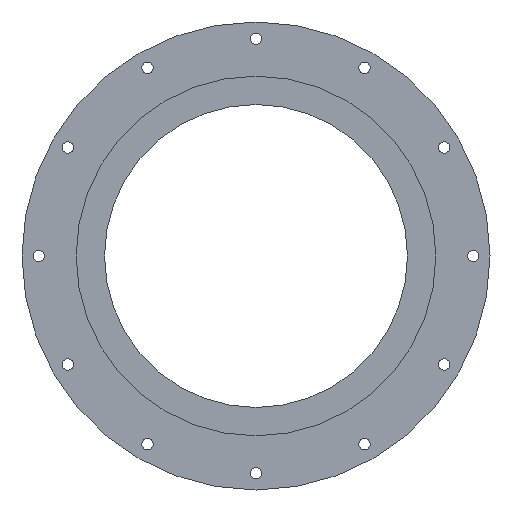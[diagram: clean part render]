
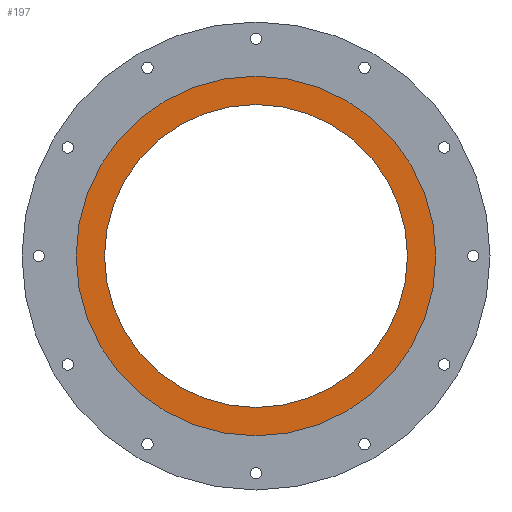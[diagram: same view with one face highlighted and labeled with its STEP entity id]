
A CAD part, front view. The second image highlights one B-rep face of the part: STEP entity #197.
In plain terms, the highlighted planar face has unit normal (0, -1, 0).
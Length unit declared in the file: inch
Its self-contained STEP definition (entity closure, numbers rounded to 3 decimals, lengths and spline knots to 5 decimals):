
#45 = CARTESIAN_POINT ( 'NONE',  ( 0., 0., -2.67 ) ) ;
#137 = EDGE_LOOP ( 'NONE', ( #868, #1430 ) ) ;
#195 = AXIS2_PLACEMENT_3D ( 'NONE', #227, #221, #817 ) ;
#197 = ADVANCED_FACE ( 'NONE', ( #671, #1134 ), #813, .F. ) ;
#221 = DIRECTION ( 'NONE',  ( 0., 1., 0. ) ) ;
#227 = CARTESIAN_POINT ( 'NONE',  ( 0., 0., 0. ) ) ;
#311 = AXIS2_PLACEMENT_3D ( 'NONE', #1048, #1036, #689 ) ;
#393 = EDGE_CURVE ( 'NONE', #947, #1137, #905, .T. ) ;
#406 = CARTESIAN_POINT ( 'NONE',  ( 0., 0., 0. ) ) ;
#420 = ORIENTED_EDGE ( 'NONE', *, *, #1186, .T. ) ;
#467 = EDGE_CURVE ( 'NONE', #701, #992, #1318, .T. ) ;
#567 = DIRECTION ( 'NONE',  ( 0., 0., 1. ) ) ;
#579 = DIRECTION ( 'NONE',  ( 0., 1., 0. ) ) ;
#593 = AXIS2_PLACEMENT_3D ( 'NONE', #1047, #1283, #936 ) ;
#671 = FACE_OUTER_BOUND ( 'NONE', #137, .T. ) ;
#682 = CARTESIAN_POINT ( 'NONE',  ( 0., 0., 0. ) ) ;
#689 = DIRECTION ( 'NONE',  ( 0., 0., 1. ) ) ;
#701 = VERTEX_POINT ( 'NONE', #1415 ) ;
#733 = AXIS2_PLACEMENT_3D ( 'NONE', #406, #1227, #1480 ) ;
#813 = PLANE ( 'NONE',  #593 ) ;
#817 = DIRECTION ( 'NONE',  ( 0., 0., 1. ) ) ;
#858 = AXIS2_PLACEMENT_3D ( 'NONE', #682, #579, #567 ) ;
#868 = ORIENTED_EDGE ( 'NONE', *, *, #1058, .F. ) ;
#899 = CIRCLE ( 'NONE', #733, 3.17 ) ;
#905 = CIRCLE ( 'NONE', #858, 3.17 ) ;
#936 = DIRECTION ( 'NONE',  ( 0., 0., 1. ) ) ;
#947 = VERTEX_POINT ( 'NONE', #1366 ) ;
#992 = VERTEX_POINT ( 'NONE', #45 ) ;
#1036 = DIRECTION ( 'NONE',  ( 0., 1., 0. ) ) ;
#1047 = CARTESIAN_POINT ( 'NONE',  ( 0., 0., 0. ) ) ;
#1048 = CARTESIAN_POINT ( 'NONE',  ( 0., 0., 0. ) ) ;
#1058 = EDGE_CURVE ( 'NONE', #1137, #947, #899, .T. ) ;
#1134 = FACE_BOUND ( 'NONE', #1371, .T. ) ;
#1137 = VERTEX_POINT ( 'NONE', #1347 ) ;
#1186 = EDGE_CURVE ( 'NONE', #992, #701, #1243, .T. ) ;
#1227 = DIRECTION ( 'NONE',  ( 0., 1., 0. ) ) ;
#1243 = CIRCLE ( 'NONE', #311, 2.67 ) ;
#1283 = DIRECTION ( 'NONE',  ( 0., 1., 0. ) ) ;
#1318 = CIRCLE ( 'NONE', #195, 2.67 ) ;
#1347 = CARTESIAN_POINT ( 'NONE',  ( 0., 0., -3.17 ) ) ;
#1366 = CARTESIAN_POINT ( 'NONE',  ( 0., 0., 3.17 ) ) ;
#1371 = EDGE_LOOP ( 'NONE', ( #420, #1452 ) ) ;
#1415 = CARTESIAN_POINT ( 'NONE',  ( 0., 0., 2.67 ) ) ;
#1430 = ORIENTED_EDGE ( 'NONE', *, *, #393, .F. ) ;
#1452 = ORIENTED_EDGE ( 'NONE', *, *, #467, .T. ) ;
#1480 = DIRECTION ( 'NONE',  ( 0., 0., 1. ) ) ;
